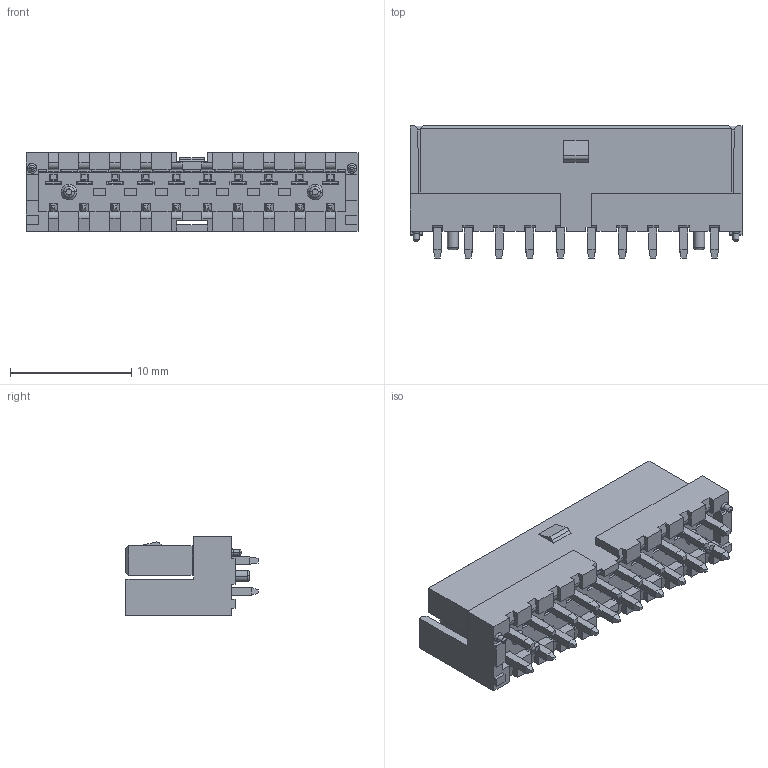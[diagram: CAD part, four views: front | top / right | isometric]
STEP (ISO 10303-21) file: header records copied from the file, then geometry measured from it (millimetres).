
FILE_DESCRIPTION( ('This file contains a STEP AP42 implementation' ,'as created by ZW3D STEP Interface translator.') ,'2;1' );
FILE_NAME( '3701-AXXX-XXXSXXX01.stp' ,'231228.165940', (''), ('ZWCAD Software Co.'), 'Version 1.0', 'ZW3D to STEP translator', '' );
FILE_SCHEMA(('AUTOMOTIVE_DESIGN { 1 0 10303 214 1 1 1 1 }'));
Length unit declared in the file: millimetre
Products named in the file (2): 0; 3701-AXXX-XXXSXXX01
Bounding box: 27.4 x 10.9 x 6.5 mm (x, y, z)
Volume: 894.9 mm3; surface area: 2101.9 mm2
Topology: 1 solids, 1 shells, 1142 faces, 2930 edges, 1842 vertices
Faces by surface type: plane 1039, cylinder 71, bspline 18, torus 8, cone 6
Entity records: 36284 total; most frequent: CARTESIAN_POINT 7501, ORIENTED_EDGE 5860, DIRECTION 5286, EDGE_CURVE 2930, VECTOR 2680, LINE 2680, VERTEX_POINT 1842, AXIS2_PLACEMENT_3D 1303
